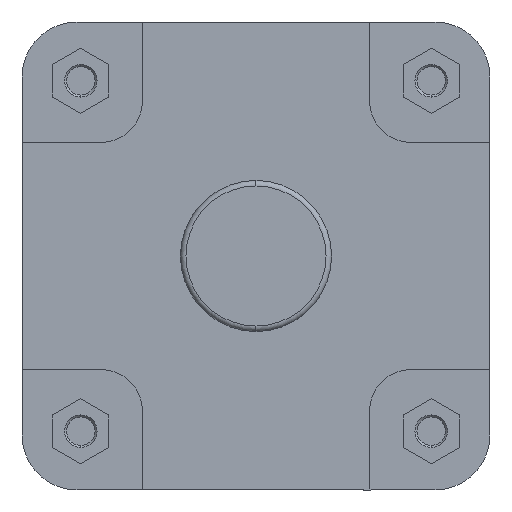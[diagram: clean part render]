
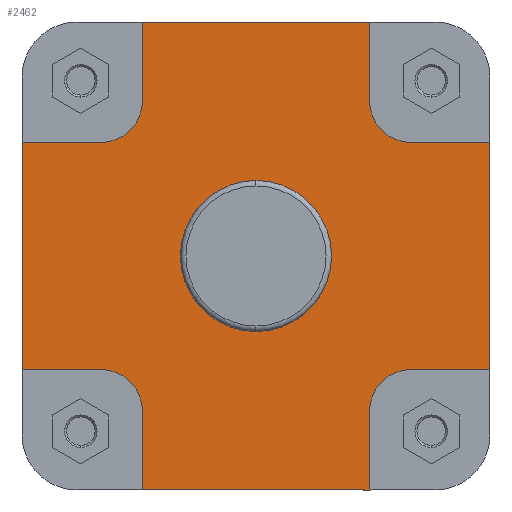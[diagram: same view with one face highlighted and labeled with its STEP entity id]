
A CAD part, left-side view. The second image highlights one B-rep face of the part: STEP entity #2462.
In plain terms, the highlighted planar face has unit normal (-1, 0, 0).
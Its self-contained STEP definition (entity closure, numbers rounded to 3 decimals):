
#36 = VERTEX_POINT ( 'NONE', #2911 ) ;
#72 = VERTEX_POINT ( 'NONE', #2947 ) ;
#76 = VERTEX_POINT ( 'NONE', #2951 ) ;
#77 = VERTEX_POINT ( 'NONE', #2952 ) ;
#84 = VERTEX_POINT ( 'NONE', #2959 ) ;
#89 = VERTEX_POINT ( 'NONE', #2964 ) ;
#111 = VERTEX_POINT ( 'NONE', #2986 ) ;
#129 = VERTEX_POINT ( 'NONE', #3004 ) ;
#131 = VERTEX_POINT ( 'NONE', #3006 ) ;
#133 = VERTEX_POINT ( 'NONE', #3008 ) ;
#177 = ORIENTED_EDGE ( 'NONE', *, *, #1814, .F. ) ;
#178 = ORIENTED_EDGE ( 'NONE', *, *, #1509, .F. ) ;
#480 = EDGE_LOOP ( 'NONE', ( #5294, #5289 ) ) ;
#481 = EDGE_LOOP ( 'NONE', ( #5616, #5311, #5625, #5283, #5460, #5458, #5269, #5568, #5288, #177, #178, #6304, #6308, #2421, #2420, #7183 ) ) ;
#677 = VECTOR ( 'NONE', #3239, 1000. ) ;
#682 = LINE ( 'NONE', #3231, #677 ) ;
#755 = CIRCLE ( 'NONE', #1915, 30. ) ;
#785 = CIRCLE ( 'NONE', #1925, 54.9 ) ;
#797 = LINE ( 'NONE', #3426, #805 ) ;
#803 = LINE ( 'NONE', #3428, #804 ) ;
#804 = VECTOR ( 'NONE', #3429, 1000. ) ;
#805 = VECTOR ( 'NONE', #3432, 1000. ) ;
#809 = LINE ( 'NONE', #3435, #810 ) ;
#810 = VECTOR ( 'NONE', #3436, 1000. ) ;
#822 = CIRCLE ( 'NONE', #1936, 54.9 ) ;
#1007 = LINE ( 'NONE', #3701, #1008 ) ;
#1008 = VECTOR ( 'NONE', #3702, 1000. ) ;
#1151 = CIRCLE ( 'NONE', #1994, 30. ) ;
#1161 = VECTOR ( 'NONE', #3932, 1000. ) ;
#1170 = LINE ( 'NONE', #3931, #1161 ) ;
#1177 = CIRCLE ( 'NONE', #1996, 30. ) ;
#1210 = LINE ( 'NONE', #3978, #1211 ) ;
#1211 = VECTOR ( 'NONE', #3979, 1000. ) ;
#1220 = LINE ( 'NONE', #3988, #1221 ) ;
#1221 = VECTOR ( 'NONE', #3989, 1000. ) ;
#1234 = CIRCLE ( 'NONE', #2011, 30. ) ;
#1237 = LINE ( 'NONE', #4035, #1241 ) ;
#1241 = VECTOR ( 'NONE', #4036, 1000. ) ;
#1248 = LINE ( 'NONE', #4052, #1256 ) ;
#1256 = VECTOR ( 'NONE', #4053, 1000. ) ;
#1261 = VECTOR ( 'NONE', #4063, 1000. ) ;
#1263 = LINE ( 'NONE', #4062, #1261 ) ;
#1267 = LINE ( 'NONE', #4069, #1272 ) ;
#1272 = VECTOR ( 'NONE', #4073, 1000. ) ;
#1466 = EDGE_CURVE ( 'NONE', #77, #89, #682, .T. ) ;
#1509 = EDGE_CURVE ( 'NONE', #2671, #2693, #755, .T. ) ;
#1531 = EDGE_CURVE ( 'NONE', #2697, #129, #785, .T. ) ;
#1544 = EDGE_CURVE ( 'NONE', #2674, #36, #803, .T. ) ;
#1545 = EDGE_CURVE ( 'NONE', #2669, #36, #797, .T. ) ;
#1547 = EDGE_CURVE ( 'NONE', #131, #76, #809, .T. ) ;
#1554 = EDGE_CURVE ( 'NONE', #129, #2697, #822, .T. ) ;
#1663 = EDGE_CURVE ( 'NONE', #111, #2671, #1007, .T. ) ;
#1747 = EDGE_CURVE ( 'NONE', #2676, #72, #1151, .T. ) ;
#1762 = EDGE_CURVE ( 'NONE', #6315, #133, #1177, .T. ) ;
#1763 = EDGE_CURVE ( 'NONE', #2674, #6315, #1170, .T. ) ;
#1783 = EDGE_CURVE ( 'NONE', #89, #2676, #1210, .T. ) ;
#1788 = EDGE_CURVE ( 'NONE', #2689, #111, #1220, .T. ) ;
#1798 = EDGE_CURVE ( 'NONE', #84, #2669, #1234, .T. ) ;
#1807 = EDGE_CURVE ( 'NONE', #133, #2689, #1237, .T. ) ;
#1814 = EDGE_CURVE ( 'NONE', #2693, #77, #1248, .T. ) ;
#1818 = EDGE_CURVE ( 'NONE', #72, #76, #1263, .T. ) ;
#1822 = EDGE_CURVE ( 'NONE', #131, #84, #1267, .T. ) ;
#1915 = AXIS2_PLACEMENT_3D ( 'NONE', #3336, #3338, #3339 ) ;
#1925 = AXIS2_PLACEMENT_3D ( 'NONE', #3392, #3393, #3394 ) ;
#1936 = AXIS2_PLACEMENT_3D ( 'NONE', #3449, #3451, #3452 ) ;
#1994 = AXIS2_PLACEMENT_3D ( 'NONE', #3884, #3894, #3895 ) ;
#1996 = AXIS2_PLACEMENT_3D ( 'NONE', #3928, #3929, #3930 ) ;
#2011 = AXIS2_PLACEMENT_3D ( 'NONE', #4007, #4012, #4013 ) ;
#2082 = AXIS2_PLACEMENT_3D ( 'NONE', #4319, #4332, #4333 ) ;
#2420 = ORIENTED_EDGE ( 'NONE', *, *, #1762, .F. ) ;
#2421 = ORIENTED_EDGE ( 'NONE', *, *, #1807, .F. ) ;
#2462 = ADVANCED_FACE ( 'NONE', ( #5371, #5357 ), #4331, .F. ) ;
#2669 = VERTEX_POINT ( 'NONE', #5144 ) ;
#2671 = VERTEX_POINT ( 'NONE', #5145 ) ;
#2674 = VERTEX_POINT ( 'NONE', #5142 ) ;
#2676 = VERTEX_POINT ( 'NONE', #5149 ) ;
#2689 = VERTEX_POINT ( 'NONE', #5161 ) ;
#2693 = VERTEX_POINT ( 'NONE', #5165 ) ;
#2697 = VERTEX_POINT ( 'NONE', #5169 ) ;
#2911 = CARTESIAN_POINT ( 'NONE',  ( 16., -82.5, -170. ) ) ;
#2947 = CARTESIAN_POINT ( 'NONE',  ( 16., -112.5, 82.5 ) ) ;
#2951 = CARTESIAN_POINT ( 'NONE',  ( 16., -170., 82.5 ) ) ;
#2952 = CARTESIAN_POINT ( 'NONE',  ( 16., 82.5, 170. ) ) ;
#2959 = CARTESIAN_POINT ( 'NONE',  ( 16., -112.5, -82.5 ) ) ;
#2964 = CARTESIAN_POINT ( 'NONE',  ( 16., -82.5, 170. ) ) ;
#2986 = CARTESIAN_POINT ( 'NONE',  ( 16., 170., 82.5 ) ) ;
#3004 = CARTESIAN_POINT ( 'NONE',  ( 16., 0., -54.9 ) ) ;
#3006 = CARTESIAN_POINT ( 'NONE',  ( 16., -170., -82.5 ) ) ;
#3008 = CARTESIAN_POINT ( 'NONE',  ( 16., 112.5, -82.5 ) ) ;
#3231 = CARTESIAN_POINT ( 'NONE',  ( 16., -374.141, 170. ) ) ;
#3239 = DIRECTION ( 'NONE',  ( 0., -1., 0. ) ) ;
#3336 = CARTESIAN_POINT ( 'NONE',  ( 16., 112.5, 112.5 ) ) ;
#3338 = DIRECTION ( 'NONE',  ( -1., 0., 0. ) ) ;
#3339 = DIRECTION ( 'NONE',  ( 0., 1., 0. ) ) ;
#3392 = CARTESIAN_POINT ( 'NONE',  ( 16., 0., 0. ) ) ;
#3393 = DIRECTION ( 'NONE',  ( -1., 0., 0. ) ) ;
#3394 = DIRECTION ( 'NONE',  ( 0., 0., 1. ) ) ;
#3426 = CARTESIAN_POINT ( 'NONE',  ( 16., -82.5, -170. ) ) ;
#3428 = CARTESIAN_POINT ( 'NONE',  ( 16., -374.141, -170. ) ) ;
#3429 = DIRECTION ( 'NONE',  ( 0., -1., 0. ) ) ;
#3432 = DIRECTION ( 'NONE',  ( 0., 0., -1. ) ) ;
#3435 = CARTESIAN_POINT ( 'NONE',  ( 16., -170., 0. ) ) ;
#3436 = DIRECTION ( 'NONE',  ( 0., 0., 1. ) ) ;
#3449 = CARTESIAN_POINT ( 'NONE',  ( 16., 0., 0. ) ) ;
#3451 = DIRECTION ( 'NONE',  ( -1., 0., 0. ) ) ;
#3452 = DIRECTION ( 'NONE',  ( 0., 0., 1. ) ) ;
#3701 = CARTESIAN_POINT ( 'NONE',  ( 16., 112.5, 82.5 ) ) ;
#3702 = DIRECTION ( 'NONE',  ( 0., -1., 0. ) ) ;
#3884 = CARTESIAN_POINT ( 'NONE',  ( 16., -112.5, 112.5 ) ) ;
#3894 = DIRECTION ( 'NONE',  ( -1., 0., 0. ) ) ;
#3895 = DIRECTION ( 'NONE',  ( 0., 0., 1. ) ) ;
#3928 = CARTESIAN_POINT ( 'NONE',  ( 16., 112.5, -112.5 ) ) ;
#3929 = DIRECTION ( 'NONE',  ( -1., 0., 0. ) ) ;
#3930 = DIRECTION ( 'NONE',  ( 0., 0., -1. ) ) ;
#3931 = CARTESIAN_POINT ( 'NONE',  ( 16., 82.5, -112.5 ) ) ;
#3932 = DIRECTION ( 'NONE',  ( 0., 0., 1. ) ) ;
#3978 = CARTESIAN_POINT ( 'NONE',  ( 16., -82.5, 112.5 ) ) ;
#3979 = DIRECTION ( 'NONE',  ( 0., 0., -1. ) ) ;
#3988 = CARTESIAN_POINT ( 'NONE',  ( 16., 170., 0. ) ) ;
#3989 = DIRECTION ( 'NONE',  ( 0., 0., 1. ) ) ;
#4007 = CARTESIAN_POINT ( 'NONE',  ( 16., -112.5, -112.5 ) ) ;
#4012 = DIRECTION ( 'NONE',  ( -1., 0., 0. ) ) ;
#4013 = DIRECTION ( 'NONE',  ( 0., -1., 0. ) ) ;
#4035 = CARTESIAN_POINT ( 'NONE',  ( 16., 170., -82.5 ) ) ;
#4036 = DIRECTION ( 'NONE',  ( 0., 1., 0. ) ) ;
#4052 = CARTESIAN_POINT ( 'NONE',  ( 16., 82.5, 170. ) ) ;
#4053 = DIRECTION ( 'NONE',  ( 0., 0., 1. ) ) ;
#4062 = CARTESIAN_POINT ( 'NONE',  ( 16., -170., 82.5 ) ) ;
#4063 = DIRECTION ( 'NONE',  ( 0., -1., 0. ) ) ;
#4069 = CARTESIAN_POINT ( 'NONE',  ( 16., -112.5, -82.5 ) ) ;
#4073 = DIRECTION ( 'NONE',  ( 0., 1., 0. ) ) ;
#4319 = CARTESIAN_POINT ( 'NONE',  ( 16., 54.9, 0. ) ) ;
#4331 = PLANE ( 'NONE',  #2082 ) ;
#4332 = DIRECTION ( 'NONE',  ( 1., 0., 0. ) ) ;
#4333 = DIRECTION ( 'NONE',  ( 0., 0., -1. ) ) ;
#5142 = CARTESIAN_POINT ( 'NONE',  ( 16., 82.5, -170. ) ) ;
#5144 = CARTESIAN_POINT ( 'NONE',  ( 16., -82.5, -112.5 ) ) ;
#5145 = CARTESIAN_POINT ( 'NONE',  ( 16., 112.5, 82.5 ) ) ;
#5149 = CARTESIAN_POINT ( 'NONE',  ( 16., -82.5, 112.5 ) ) ;
#5161 = CARTESIAN_POINT ( 'NONE',  ( 16., 170., -82.5 ) ) ;
#5165 = CARTESIAN_POINT ( 'NONE',  ( 16., 82.5, 112.5 ) ) ;
#5169 = CARTESIAN_POINT ( 'NONE',  ( 16., 0., 54.9 ) ) ;
#5269 = ORIENTED_EDGE ( 'NONE', *, *, #1747, .F. ) ;
#5283 = ORIENTED_EDGE ( 'NONE', *, *, #1822, .F. ) ;
#5288 = ORIENTED_EDGE ( 'NONE', *, *, #1466, .F. ) ;
#5289 = ORIENTED_EDGE ( 'NONE', *, *, #1554, .F. ) ;
#5294 = ORIENTED_EDGE ( 'NONE', *, *, #1531, .F. ) ;
#5311 = ORIENTED_EDGE ( 'NONE', *, *, #1545, .F. ) ;
#5357 = FACE_OUTER_BOUND ( 'NONE', #481, .T. ) ;
#5371 = FACE_BOUND ( 'NONE', #480, .T. ) ;
#5458 = ORIENTED_EDGE ( 'NONE', *, *, #1818, .F. ) ;
#5460 = ORIENTED_EDGE ( 'NONE', *, *, #1547, .T. ) ;
#5568 = ORIENTED_EDGE ( 'NONE', *, *, #1783, .F. ) ;
#5616 = ORIENTED_EDGE ( 'NONE', *, *, #1544, .T. ) ;
#5625 = ORIENTED_EDGE ( 'NONE', *, *, #1798, .F. ) ;
#6127 = CARTESIAN_POINT ( 'NONE',  ( 16., 82.5, -112.5 ) ) ;
#6304 = ORIENTED_EDGE ( 'NONE', *, *, #1663, .F. ) ;
#6308 = ORIENTED_EDGE ( 'NONE', *, *, #1788, .F. ) ;
#6315 = VERTEX_POINT ( 'NONE', #6127 ) ;
#7183 = ORIENTED_EDGE ( 'NONE', *, *, #1763, .F. ) ;
